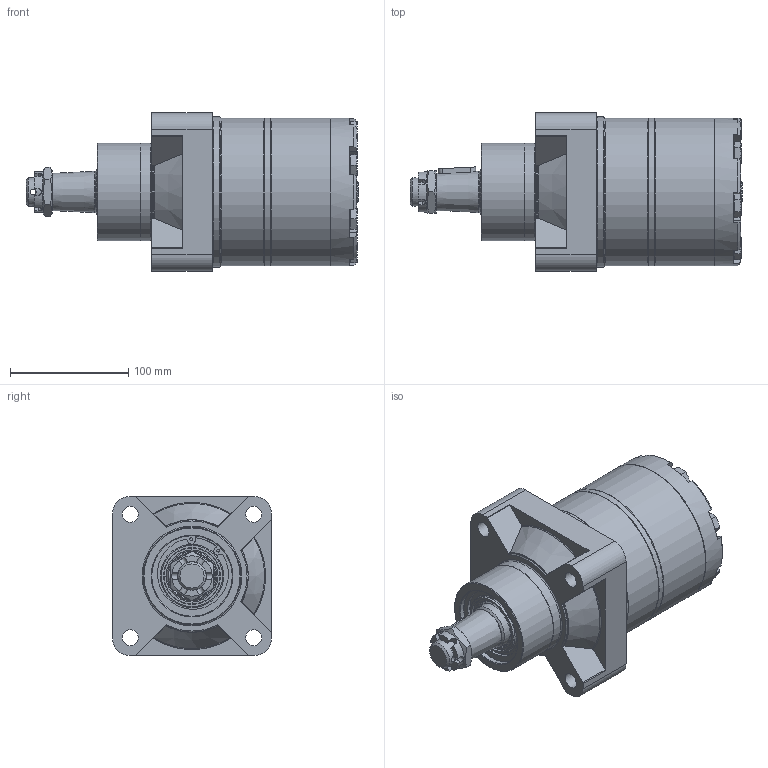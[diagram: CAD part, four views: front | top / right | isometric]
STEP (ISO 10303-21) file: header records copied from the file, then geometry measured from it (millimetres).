
FILE_DESCRIPTION(/* description */ ('STEP AP214'),/* implementation_level */ '2;1');
FILE_NAME(/* name */ 'HW370KB2(EURO)',/* time_stamp */ '2024-03-25T10:01:31+01:00',/* author */ ('License CC BY-ND 4.0'),/* organization */ ('CADENAS'),/* preprocessor_version */ 'ST-DEVELOPER v19.3',/* originating_system */ 'PARTsolutions',/* authorisation */ ' ');
FILE_SCHEMA (('AUTOMOTIVE_DESIGN {1 0 10303 214 3 1 1}'));
Length unit declared in the file: millimetre
Products named in the file (7): HW370KB2(EURO); HWMF; HWKB-SH; HWF; HW370D; HWEC; Hexagon bolt DIN 931-1 M10x660
Assembly tree (12 placements, depth 2):
  HW370KB2(EURO)
    HWMF
    HWKB-SH
    HWF
    HW370D
    HWEC
    Hexagon bolt DIN 931-1 M10x660  x7
Bounding box: 280.6 x 134 x 134 mm (x, y, z)
Volume: 2529286.4 mm3; surface area: 282555.8 mm2
Topology: 12 solids, 12 shells, 377 faces, 873 edges, 553 vertices
Faces by surface type: plane 169, cylinder 98, cone 85, torus 25
Full cylindrical faces by diameter (mm): 2 x2, 2.5 x2, 5 x1, 10 x7, 10.4 x7, 10.5 x7, 13.5 x4, 16 x7, 18 x1, 18.631 x2, 21 x1, 24 x1, 34 x3, 35 x1, 38.1 x1, 44 x1, 48 x1, 51.6 x1, 65 x1, 68 x1, 68.1 x2, 71 x1, 82.2 x1, 82.5 x1, 125 x4, 127 x1
Entity records: 7531 total; most frequent: CARTESIAN_POINT 1541, DIRECTION 1222, ORIENTED_EDGE 1068, EDGE_CURVE 534, AXIS2_PLACEMENT_3D 504, FACE_BOUND 401, EDGE_LOOP 397, VERTEX_POINT 395
